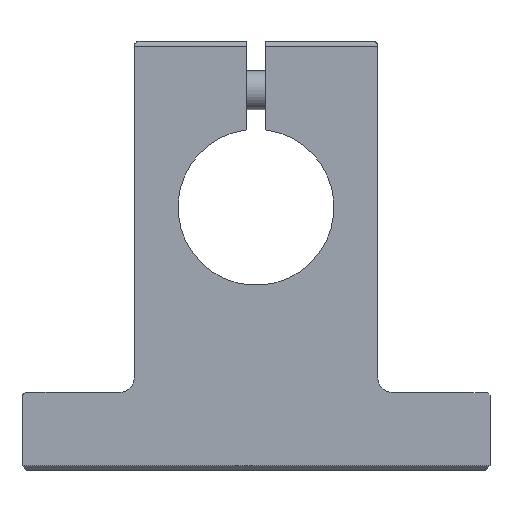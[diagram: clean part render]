
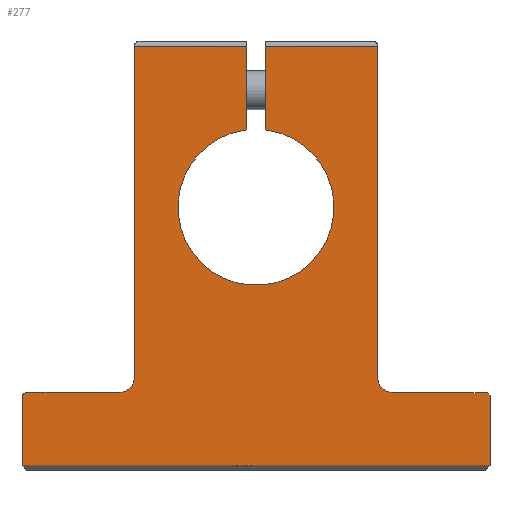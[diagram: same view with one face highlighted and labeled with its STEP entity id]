
A CAD part, left-side view. The second image highlights one B-rep face of the part: STEP entity #277.
In plain terms, the highlighted planar face has unit normal (-1, 0, 0).
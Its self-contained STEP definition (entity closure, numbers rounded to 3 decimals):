
#163=FACE_OUTER_BOUND('',#571,.T.);
#277=ADVANCED_FACE('',(#163),#392,.F.);
#392=PLANE('',#2322);
#471=CIRCLE('',#2318,1.5);
#472=CIRCLE('',#2319,0.5);
#473=CIRCLE('',#2320,1.5);
#474=CIRCLE('',#2321,8.);
#571=EDGE_LOOP('',(#828,#829,#830,#831,#832,#833,#834,#835,#836,#837,#838,
#839,#840,#841,#842,#843));
#828=ORIENTED_EDGE('',*,*,#1585,.F.);
#829=ORIENTED_EDGE('',*,*,#1592,.F.);
#830=ORIENTED_EDGE('',*,*,#1593,.F.);
#831=ORIENTED_EDGE('',*,*,#1594,.F.);
#832=ORIENTED_EDGE('',*,*,#1595,.F.);
#833=ORIENTED_EDGE('',*,*,#1596,.F.);
#834=ORIENTED_EDGE('',*,*,#1597,.F.);
#835=ORIENTED_EDGE('',*,*,#1598,.F.);
#836=ORIENTED_EDGE('',*,*,#1599,.F.);
#837=ORIENTED_EDGE('',*,*,#1600,.F.);
#838=ORIENTED_EDGE('',*,*,#1601,.F.);
#839=ORIENTED_EDGE('',*,*,#1602,.F.);
#840=ORIENTED_EDGE('',*,*,#1603,.F.);
#841=ORIENTED_EDGE('',*,*,#1604,.F.);
#842=ORIENTED_EDGE('',*,*,#1605,.F.);
#843=ORIENTED_EDGE('',*,*,#1606,.F.);
#1376=VERTEX_POINT('',#3676);
#1379=VERTEX_POINT('',#3681);
#1382=VERTEX_POINT('',#3696);
#1383=VERTEX_POINT('',#3698);
#1384=VERTEX_POINT('',#3700);
#1385=VERTEX_POINT('',#3702);
#1386=VERTEX_POINT('',#3704);
#1387=VERTEX_POINT('',#3706);
#1388=VERTEX_POINT('',#3708);
#1389=VERTEX_POINT('',#3710);
#1390=VERTEX_POINT('',#3712);
#1391=VERTEX_POINT('',#3714);
#1392=VERTEX_POINT('',#3716);
#1393=VERTEX_POINT('',#3718);
#1394=VERTEX_POINT('',#3720);
#1395=VERTEX_POINT('',#3722);
#1585=EDGE_CURVE('',#1379,#1376,#1977,.T.);
#1592=EDGE_CURVE('',#1382,#1379,#1982,.T.);
#1593=EDGE_CURVE('',#1383,#1382,#471,.T.);
#1594=EDGE_CURVE('',#1384,#1383,#1983,.T.);
#1595=EDGE_CURVE('',#1385,#1384,#472,.T.);
#1596=EDGE_CURVE('',#1386,#1385,#1984,.T.);
#1597=EDGE_CURVE('',#1387,#1386,#1985,.T.);
#1598=EDGE_CURVE('',#1388,#1387,#1986,.T.);
#1599=EDGE_CURVE('',#1389,#1388,#1987,.T.);
#1600=EDGE_CURVE('',#1390,#1389,#1988,.T.);
#1601=EDGE_CURVE('',#1391,#1390,#473,.T.);
#1602=EDGE_CURVE('',#1392,#1391,#1989,.T.);
#1603=EDGE_CURVE('',#1393,#1392,#1990,.T.);
#1604=EDGE_CURVE('',#1394,#1393,#1991,.T.);
#1605=EDGE_CURVE('',#1395,#1394,#474,.T.);
#1606=EDGE_CURVE('',#1376,#1395,#1992,.T.);
#1977=LINE('',#3682,#2148);
#1982=LINE('',#3695,#2153);
#1983=LINE('',#3699,#2154);
#1984=LINE('',#3703,#2155);
#1985=LINE('',#3705,#2156);
#1986=LINE('',#3707,#2157);
#1987=LINE('',#3709,#2158);
#1988=LINE('',#3711,#2159);
#1989=LINE('',#3715,#2160);
#1990=LINE('',#3717,#2161);
#1991=LINE('',#3719,#2162);
#1992=LINE('',#3723,#2163);
#2148=VECTOR('',#2535,1.);
#2153=VECTOR('',#2552,1.);
#2154=VECTOR('',#2555,1.);
#2155=VECTOR('',#2558,1.);
#2156=VECTOR('',#2559,1.);
#2157=VECTOR('',#2560,1.);
#2158=VECTOR('',#2561,1.);
#2159=VECTOR('',#2562,1.);
#2160=VECTOR('',#2565,1.);
#2161=VECTOR('',#2566,1.);
#2162=VECTOR('',#2567,1.);
#2163=VECTOR('',#2570,1.);
#2318=AXIS2_PLACEMENT_3D('',#3697,#2553,#2554);
#2319=AXIS2_PLACEMENT_3D('',#3701,#2556,#2557);
#2320=AXIS2_PLACEMENT_3D('',#3713,#2563,#2564);
#2321=AXIS2_PLACEMENT_3D('',#3721,#2568,#2569);
#2322=AXIS2_PLACEMENT_3D('',#3724,#2571,#2572);
#2535=DIRECTION('',(0.,-1.,0.));
#2552=DIRECTION('',(0.,0.,1.));
#2553=DIRECTION('',(-1.,0.,0.));
#2554=DIRECTION('',(0.,-0.707,-0.707));
#2555=DIRECTION('',(0.,-1.,0.));
#2556=DIRECTION('',(1.,0.,0.));
#2557=DIRECTION('',(0.,0.707,0.707));
#2558=DIRECTION('',(0.,0.,1.));
#2559=DIRECTION('',(0.,1.,0.));
#2560=DIRECTION('',(0.,0.,-1.));
#2561=DIRECTION('',(0.,-0.707,-0.707));
#2562=DIRECTION('',(0.,-1.,0.));
#2563=DIRECTION('',(-1.,0.,0.));
#2564=DIRECTION('',(0.,0.707,-0.707));
#2565=DIRECTION('',(0.,0.,-1.));
#2566=DIRECTION('',(0.,-1.,0.));
#2567=DIRECTION('',(0.,0.,1.));
#2568=DIRECTION('',(-1.,0.,0.));
#2569=DIRECTION('',(0.,-1.,0.));
#2570=DIRECTION('',(0.,0.,-1.));
#2571=DIRECTION('',(1.,0.,0.));
#2572=DIRECTION('',(0.,0.,-1.));
#3676=CARTESIAN_POINT('',(0.,1.,16.5));
#3681=CARTESIAN_POINT('',(0.,12.5,16.5));
#3682=CARTESIAN_POINT('',(0.,12.5,16.5));
#3695=CARTESIAN_POINT('',(0.,12.5,-17.5));
#3696=CARTESIAN_POINT('',(0.,12.5,-17.5));
#3697=CARTESIAN_POINT('',(0.,14.,-17.5));
#3698=CARTESIAN_POINT('',(0.,14.,-19.));
#3699=CARTESIAN_POINT('',(0.,23.5,-19.));
#3700=CARTESIAN_POINT('',(0.,23.5,-19.));
#3701=CARTESIAN_POINT('',(0.,23.5,-19.5));
#3702=CARTESIAN_POINT('',(0.,24.,-19.5));
#3703=CARTESIAN_POINT('',(0.,24.,-26.5));
#3704=CARTESIAN_POINT('',(0.,24.,-26.5));
#3705=CARTESIAN_POINT('',(0.,-24.,-26.5));
#3706=CARTESIAN_POINT('',(0.,-24.,-26.5));
#3707=CARTESIAN_POINT('',(0.,-24.,-19.3));
#3708=CARTESIAN_POINT('',(0.,-24.,-19.3));
#3709=CARTESIAN_POINT('',(0.,-23.7,-19.));
#3710=CARTESIAN_POINT('',(0.,-23.7,-19.));
#3711=CARTESIAN_POINT('',(0.,-14.,-19.));
#3712=CARTESIAN_POINT('',(0.,-14.,-19.));
#3713=CARTESIAN_POINT('',(0.,-14.,-17.5));
#3714=CARTESIAN_POINT('',(0.,-12.5,-17.5));
#3715=CARTESIAN_POINT('',(0.,-12.5,16.5));
#3716=CARTESIAN_POINT('',(0.,-12.5,16.5));
#3717=CARTESIAN_POINT('',(0.,-1.,16.5));
#3718=CARTESIAN_POINT('',(0.,-1.,16.5));
#3719=CARTESIAN_POINT('',(0.,-1.,7.937));
#3720=CARTESIAN_POINT('',(0.,-1.,7.937));
#3721=CARTESIAN_POINT('',(0.,0.,0.));
#3722=CARTESIAN_POINT('',(0.,1.,7.937));
#3723=CARTESIAN_POINT('',(0.,1.,16.5));
#3724=CARTESIAN_POINT('',(0.,0.,-6.181));
